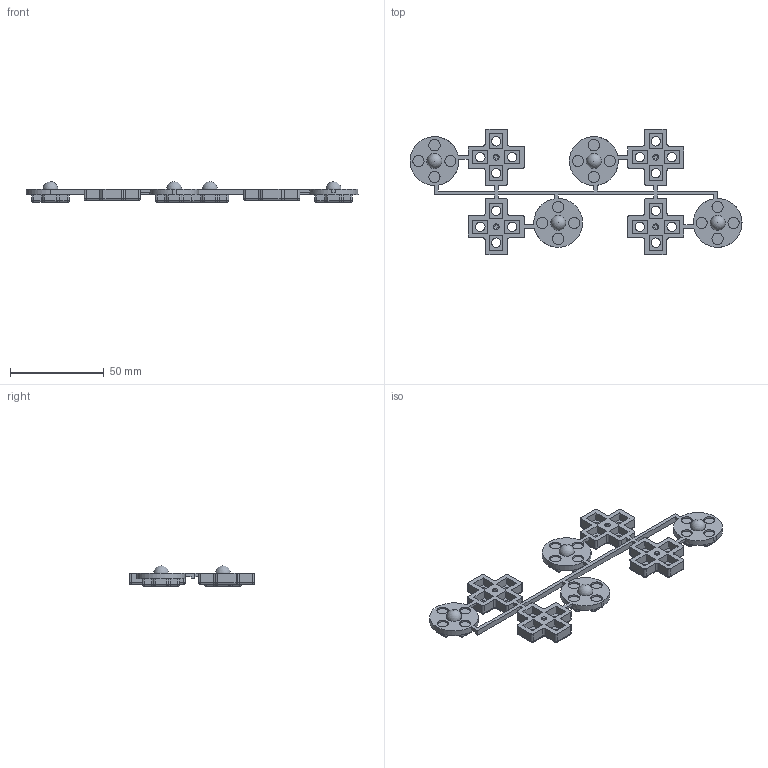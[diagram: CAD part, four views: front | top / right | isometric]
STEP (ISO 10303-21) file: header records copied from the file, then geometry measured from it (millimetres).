
FILE_DESCRIPTION(/* description */ (''),/* implementation_level */ '2;1');
FILE_NAME(/* name */ 'button.step',/* time_stamp */ '2024-08-04T17:00:07+09:00',/* author */ (''),/* organization */ (''),/* preprocessor_version */ 'ST-DEVELOPER v20',/* originating_system */ 'Autodesk Translation Framework v13.14.0.145',/* authorisation */ '');
FILE_SCHEMA (('AUTOMOTIVE_DESIGN { 1 0 10303 214 3 1 1 }'));
Length unit declared in the file: millimetre
Products named in the file (1): ボタン
Bounding box: 177 x 67 x 11 mm (x, y, z)
Volume: 20010 mm3; surface area: 17993.6 mm2
Topology: 1 solids, 1 shells, 674 faces, 1588 edges, 972 vertices
Faces by surface type: plane 322, cylinder 232, sphere 72, torus 40, bspline 4, cone 4
Full cylindrical faces by diameter (mm): 2 x4, 5 x16, 6 x12, 6.083 x4, 26 x2
Entity records: 19496 total; most frequent: CARTESIAN_POINT 3556, DIRECTION 3468, ORIENTED_EDGE 3160, EDGE_CURVE 1580, AXIS2_PLACEMENT_3D 1229, LINE 1010, VECTOR 1010, VERTEX_POINT 972
